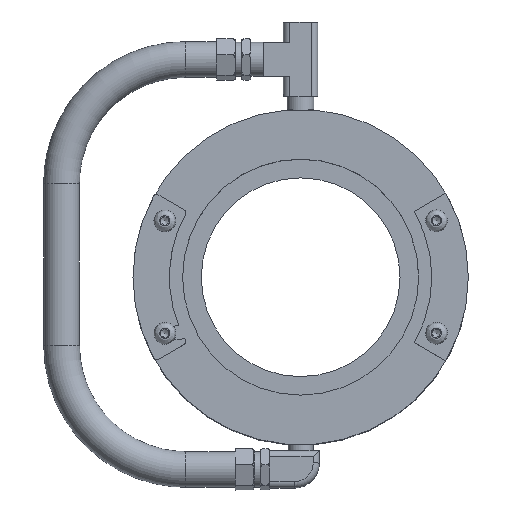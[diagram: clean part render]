
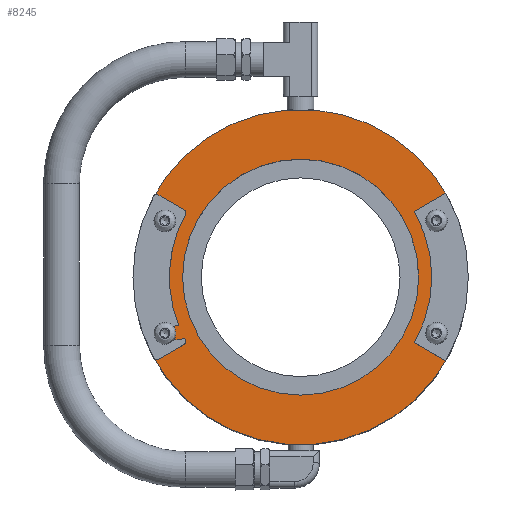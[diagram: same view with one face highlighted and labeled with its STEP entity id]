
A CAD part, left-side view. The second image highlights one B-rep face of the part: STEP entity #8245.
In plain terms, the highlighted planar face has unit normal (-1, 0, 0.01).
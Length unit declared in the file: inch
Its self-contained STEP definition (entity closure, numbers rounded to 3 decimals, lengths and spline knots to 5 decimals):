
#7774=CARTESIAN_POINT('',(-23.0006,15.88505,81.82765));
#7775=VERTEX_POINT('',#7774);
#7776=CARTESIAN_POINT('',(-23.00188,15.885,81.70266));
#7777=DIRECTION('',(1.,0.,-0.01));
#7778=DIRECTION('',(-0.01,0.,-1.));
#7779=AXIS2_PLACEMENT_3D('',#7776,#7777,#7778);
#7780=CIRCLE('',#7779,0.125);
#7781=EDGE_CURVE('',#7775,#7775,#7780,.T.);
#7802=CARTESIAN_POINT('',(-22.99023,15.98743,82.83861));
#7803=VERTEX_POINT('',#7802);
#7804=CARTESIAN_POINT('',(-22.995,16.48605,82.3735));
#7805=VERTEX_POINT('',#7804);
#7806=CARTESIAN_POINT('',(-22.99536,15.98727,82.33864));
#7807=DIRECTION('',(-1.,0.,0.01));
#7808=DIRECTION('',(0.,-1.,0.));
#7809=AXIS2_PLACEMENT_3D('',#7806,#7807,#7808);
#7810=CIRCLE('',#7809,0.5);
#7811=EDGE_CURVE('',#7803,#7805,#7810,.T.);
#7844=CARTESIAN_POINT('',(-22.98546,16.48635,83.30341));
#7845=VERTEX_POINT('',#7844);
#7846=CARTESIAN_POINT('',(-22.9851,15.98758,83.33859));
#7847=DIRECTION('',(-1.,0.,0.01));
#7848=DIRECTION('',(0.01,0.,1.));
#7849=AXIS2_PLACEMENT_3D('',#7846,#7847,#7848);
#7850=CIRCLE('',#7849,0.5);
#7851=EDGE_CURVE('',#7845,#7803,#7850,.T.);
#7877=CARTESIAN_POINT('',(-22.99023,10.29934,82.8409));
#7878=VERTEX_POINT('',#7877);
#7879=CARTESIAN_POINT('',(-22.98546,9.8008,83.30609));
#7880=VERTEX_POINT('',#7879);
#7881=CARTESIAN_POINT('',(-22.9851,10.29958,83.34087));
#7882=DIRECTION('',(-1.,0.,0.01));
#7883=DIRECTION('',(0.,1.,-0.001));
#7884=AXIS2_PLACEMENT_3D('',#7881,#7882,#7883);
#7885=CIRCLE('',#7884,0.5);
#7886=EDGE_CURVE('',#7878,#7880,#7885,.T.);
#7919=CARTESIAN_POINT('',(-22.995,9.80034,82.37619));
#7920=VERTEX_POINT('',#7919);
#7921=CARTESIAN_POINT('',(-22.99536,10.2991,82.34092));
#7922=DIRECTION('',(-1.,0.,0.01));
#7923=DIRECTION('',(-0.01,0.,-1.));
#7924=AXIS2_PLACEMENT_3D('',#7921,#7922,#7923);
#7925=CIRCLE('',#7924,0.5);
#7926=EDGE_CURVE('',#7920,#7878,#7925,.T.);
#8004=CARTESIAN_POINT('',(-22.99023,13.14338,82.8395));
#8005=DIRECTION('',(-1.,0.,0.01));
#8006=DIRECTION('',(0.01,0.,1.));
#8007=AXIS2_PLACEMENT_3D('',#8004,#8005,#8006);
#8008=CIRCLE('',#8007,3.375);
#8009=EDGE_CURVE('',#7880,#7845,#8008,.T.);
#8065=CARTESIAN_POINT('',(-22.99023,13.14338,82.8395));
#8066=DIRECTION('',(-1.,0.,0.01));
#8067=DIRECTION('',(0.01,0.,1.));
#8068=AXIS2_PLACEMENT_3D('',#8065,#8066,#8067);
#8069=CIRCLE('',#8068,3.375);
#8070=EDGE_CURVE('',#7805,#7920,#8069,.T.);
#8142=CARTESIAN_POINT('',(-22.97986,10.40172,83.85136));
#8143=VERTEX_POINT('',#8142);
#8144=CARTESIAN_POINT('',(-22.97858,10.40177,83.97635));
#8145=DIRECTION('',(1.,0.,-0.01));
#8146=DIRECTION('',(0.01,0.,1.));
#8147=AXIS2_PLACEMENT_3D('',#8144,#8145,#8146);
#8148=CIRCLE('',#8147,0.125);
#8149=EDGE_CURVE('',#8143,#8143,#8148,.T.);
#8215=CARTESIAN_POINT('',(-22.96074,13.14454,85.71435));
#8216=DIRECTION('',(-1.,0.,0.01));
#8217=DIRECTION('',(0.,-1.,0.));
#8218=AXIS2_PLACEMENT_3D('',#8215,#8216,#8217);
#8219=PLANE('',#8218);
#8220=ORIENTED_EDGE('',*,*,#7811,.T.);
#8221=ORIENTED_EDGE('',*,*,#8070,.T.);
#8222=ORIENTED_EDGE('',*,*,#7926,.T.);
#8223=ORIENTED_EDGE('',*,*,#7886,.T.);
#8224=ORIENTED_EDGE('',*,*,#8009,.T.);
#8225=ORIENTED_EDGE('',*,*,#7851,.T.);
#8226=EDGE_LOOP('',(#8220,#8221,#8222,#8223,#8224,#8225));
#8227=FACE_OUTER_BOUND('',#8226,.T.);
#8228=ORIENTED_EDGE('',*,*,#7781,.T.);
#8229=EDGE_LOOP('',(#8228));
#8230=FACE_BOUND('',#8229,.T.);
#8231=ORIENTED_EDGE('',*,*,#8149,.T.);
#8232=EDGE_LOOP('',(#8231));
#8233=FACE_BOUND('',#8232,.T.);
#8234=CARTESIAN_POINT('',(-22.96587,13.14434,85.21438));
#8235=VERTEX_POINT('',#8234);
#8236=CARTESIAN_POINT('',(-22.99023,13.14338,82.8395));
#8237=DIRECTION('',(-1.,0.,0.01));
#8238=DIRECTION('',(0.01,0.,1.));
#8239=AXIS2_PLACEMENT_3D('',#8236,#8237,#8238);
#8240=CIRCLE('',#8239,2.375);
#8241=EDGE_CURVE('',#8235,#8235,#8240,.T.);
#8242=ORIENTED_EDGE('',*,*,#8241,.F.);
#8243=EDGE_LOOP('',(#8242));
#8244=FACE_BOUND('',#8243,.T.);
#8245=ADVANCED_FACE('',(#8227,#8230,#8233,#8244),#8219,.T.);
